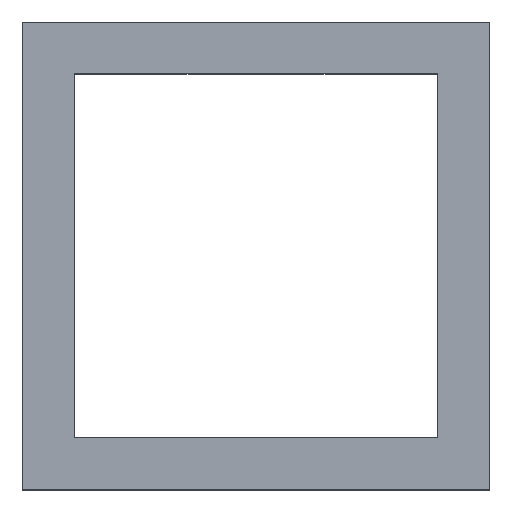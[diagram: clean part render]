
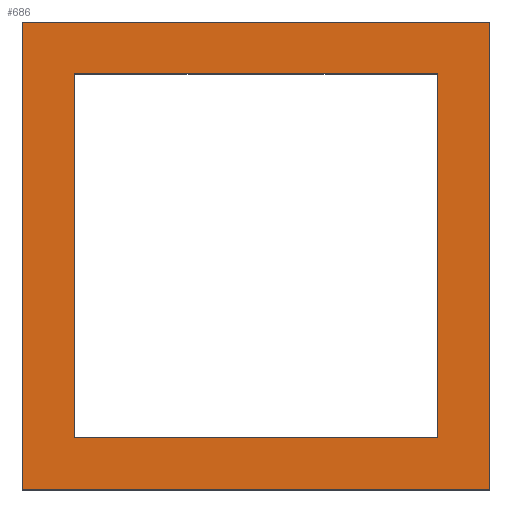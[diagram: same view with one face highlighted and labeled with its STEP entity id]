
A CAD part, top view. The second image highlights one B-rep face of the part: STEP entity #686.
In plain terms, the highlighted planar face has unit normal (0, 0, 1).
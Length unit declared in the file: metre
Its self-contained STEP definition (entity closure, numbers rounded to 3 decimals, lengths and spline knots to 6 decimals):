
#132=ORIENTED_EDGE('',*,*,#291,.T.);
#133=ORIENTED_EDGE('',*,*,#253,.T.);
#134=ORIENTED_EDGE('',*,*,#270,.F.);
#135=ORIENTED_EDGE('',*,*,#285,.F.);
#136=ORIENTED_EDGE('',*,*,#209,.F.);
#137=ORIENTED_EDGE('',*,*,#215,.F.);
#138=ORIENTED_EDGE('',*,*,#212,.T.);
#139=ORIENTED_EDGE('',*,*,#205,.T.);
#205=EDGE_CURVE('',#302,#300,#365,.T.);
#209=EDGE_CURVE('',#304,#300,#369,.T.);
#212=EDGE_CURVE('',#307,#302,#372,.T.);
#215=EDGE_CURVE('',#307,#304,#375,.T.);
#253=EDGE_CURVE('',#342,#341,#413,.T.);
#270=EDGE_CURVE('',#357,#341,#430,.T.);
#285=EDGE_CURVE('',#363,#357,#445,.T.);
#291=EDGE_CURVE('',#363,#342,#451,.T.);
#300=VERTEX_POINT('',#912);
#302=VERTEX_POINT('',#915);
#304=VERTEX_POINT('',#921);
#307=VERTEX_POINT('',#929);
#341=VERTEX_POINT('',#1015);
#342=VERTEX_POINT('',#1017);
#357=VERTEX_POINT('',#1052);
#363=VERTEX_POINT('',#1077);
#365=LINE('',#914,#461);
#369=LINE('',#923,#465);
#372=LINE('',#928,#468);
#375=LINE('',#933,#471);
#413=LINE('',#1016,#509);
#430=LINE('',#1053,#526);
#445=LINE('',#1078,#541);
#451=LINE('',#1085,#547);
#461=VECTOR('',#748,1.);
#465=VECTOR('',#754,1.);
#468=VECTOR('',#759,1.);
#471=VECTOR('',#764,1.);
#509=VECTOR('',#824,1.);
#526=VECTOR('',#849,1.);
#541=VECTOR('',#872,1.);
#547=VECTOR('',#880,1.);
#580=EDGE_LOOP('',(#132,#133,#134,#135));
#581=EDGE_LOOP('',(#136,#137,#138,#139));
#616=FACE_BOUND('',#580,.T.);
#617=FACE_BOUND('',#581,.T.);
#652=PLANE('',#733);
#686=ADVANCED_FACE('',(#616,#617),#652,.F.);
#733=AXIS2_PLACEMENT_3D('',#1086,#881,#882);
#748=DIRECTION('',(0.,1.,0.));
#754=DIRECTION('',(1.,0.,0.));
#759=DIRECTION('',(1.,0.,0.));
#764=DIRECTION('',(0.,1.,0.));
#824=DIRECTION('',(1.,0.,0.));
#849=DIRECTION('',(0.,1.,0.));
#872=DIRECTION('',(1.,0.,0.));
#880=DIRECTION('',(0.,1.,0.));
#881=DIRECTION('',(0.,0.,-1.));
#882=DIRECTION('',(1.,0.,0.));
#912=CARTESIAN_POINT('',(0.009,0.009,0.));
#914=CARTESIAN_POINT('',(0.009,-0.0096,0.));
#915=CARTESIAN_POINT('',(0.009,-0.009,0.));
#921=CARTESIAN_POINT('',(-0.009,0.009,0.));
#923=CARTESIAN_POINT('',(-0.0096,0.009,0.));
#928=CARTESIAN_POINT('',(-0.0096,-0.009,0.));
#929=CARTESIAN_POINT('',(-0.009,-0.009,0.));
#933=CARTESIAN_POINT('',(-0.009,-0.0096,0.));
#1015=CARTESIAN_POINT('',(0.007,0.007,0.));
#1016=CARTESIAN_POINT('',(-0.0072,0.007,0.));
#1017=CARTESIAN_POINT('',(-0.007,0.007,0.));
#1052=CARTESIAN_POINT('',(0.007,-0.007,0.));
#1053=CARTESIAN_POINT('',(0.007,-0.0096,0.));
#1077=CARTESIAN_POINT('',(-0.007,-0.007,0.));
#1078=CARTESIAN_POINT('',(-0.0072,-0.007,0.));
#1085=CARTESIAN_POINT('',(-0.007,-0.0096,0.));
#1086=CARTESIAN_POINT('',(-0.0096,-0.0096,0.));
